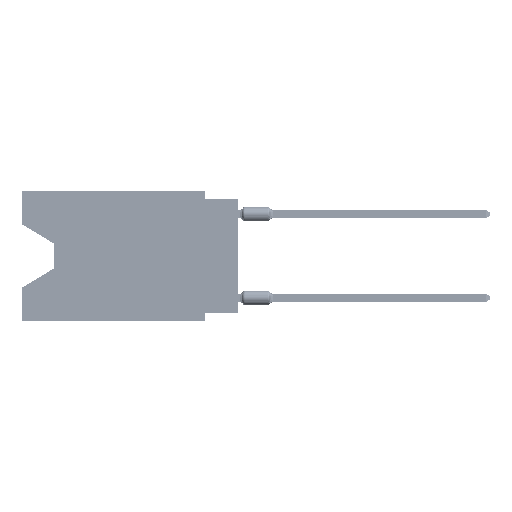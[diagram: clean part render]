
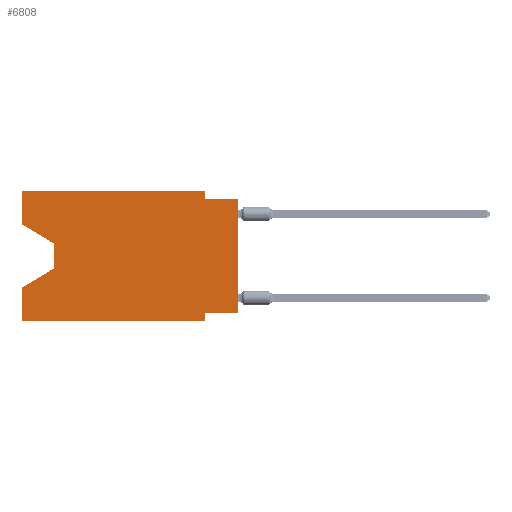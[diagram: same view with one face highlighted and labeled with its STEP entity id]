
A CAD part, left-side view. The second image highlights one B-rep face of the part: STEP entity #6808.
In plain terms, the highlighted planar face has unit normal (-1, 0, 0).
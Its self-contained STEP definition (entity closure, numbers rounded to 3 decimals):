
#1912 = ORIENTED_EDGE ( 'NONE', *, *, #25228, .T. ) ;
#3323 = VECTOR ( 'NONE', #35885, 1000. ) ;
#4232 = ORIENTED_EDGE ( 'NONE', *, *, #28651, .T. ) ;
#4962 = LINE ( 'NONE', #57691, #52116 ) ;
#6808 = ADVANCED_FACE ( 'NONE', ( #13580 ), #20109, .F. ) ;
#7128 = VECTOR ( 'NONE', #74896, 1000. ) ;
#7216 = DIRECTION ( 'NONE',  ( 0., 1., 0. ) ) ;
#8085 = VERTEX_POINT ( 'NONE', #62998 ) ;
#8726 = LINE ( 'NONE', #49548, #47273 ) ;
#9189 = LINE ( 'NONE', #62673, #64695 ) ;
#9338 = EDGE_LOOP ( 'NONE', ( #47905, #74526, #40633, #11639, #1912, #27227, #39065, #4232, #32865, #38614, #75385, #49533 ) ) ;
#9356 = VECTOR ( 'NONE', #45089, 1000. ) ;
#9676 = CARTESIAN_POINT ( 'NONE',  ( 0., 0., -0.635 ) ) ;
#9799 = VERTEX_POINT ( 'NONE', #74827 ) ;
#10766 = CARTESIAN_POINT ( 'NONE',  ( 0., 2.54, -0.635 ) ) ;
#11639 = ORIENTED_EDGE ( 'NONE', *, *, #25777, .F. ) ;
#12806 = LINE ( 'NONE', #36648, #3323 ) ;
#13580 = FACE_OUTER_BOUND ( 'NONE', #9338, .T. ) ;
#15748 = DIRECTION ( 'NONE',  ( 0., 0., 1. ) ) ;
#16837 = VERTEX_POINT ( 'NONE', #18027 ) ;
#16962 = CARTESIAN_POINT ( 'NONE',  ( 0., 16.383, 0. ) ) ;
#17947 = LINE ( 'NONE', #36381, #61787 ) ;
#18008 = CARTESIAN_POINT ( 'NONE',  ( 0., 16.383, -7.36 ) ) ;
#18027 = CARTESIAN_POINT ( 'NONE',  ( 0., 2.54, -9.906 ) ) ;
#19077 = DIRECTION ( 'NONE',  ( 0., 0.855, -0.519 ) ) ;
#20109 = PLANE ( 'NONE',  #22430 ) ;
#20719 = VERTEX_POINT ( 'NONE', #69673 ) ;
#20799 = VERTEX_POINT ( 'NONE', #52373 ) ;
#22430 = AXIS2_PLACEMENT_3D ( 'NONE', #44353, #32778, #48630 ) ;
#22713 = VECTOR ( 'NONE', #30533, 1000. ) ;
#23615 = EDGE_CURVE ( 'NONE', #45669, #65550, #32732, .T. ) ;
#23722 = VERTEX_POINT ( 'NONE', #18008 ) ;
#25228 = EDGE_CURVE ( 'NONE', #9799, #16837, #9189, .T. ) ;
#25777 = EDGE_CURVE ( 'NONE', #9799, #23722, #12806, .T. ) ;
#26695 = VECTOR ( 'NONE', #75910, 1000. ) ;
#27227 = ORIENTED_EDGE ( 'NONE', *, *, #30438, .F. ) ;
#27234 = DIRECTION ( 'NONE',  ( 0., -0.855, -0.519 ) ) ;
#28335 = LINE ( 'NONE', #63738, #64369 ) ;
#28651 = EDGE_CURVE ( 'NONE', #59571, #59236, #28335, .T. ) ;
#29518 = VERTEX_POINT ( 'NONE', #52013 ) ;
#30438 = EDGE_CURVE ( 'NONE', #8085, #16837, #64804, .T. ) ;
#30533 = DIRECTION ( 'NONE',  ( 0., 0., -1. ) ) ;
#30671 = CARTESIAN_POINT ( 'NONE',  ( 0., 0., -9.271 ) ) ;
#32387 = LINE ( 'NONE', #9676, #9356 ) ;
#32732 = LINE ( 'NONE', #56228, #66996 ) ;
#32778 = DIRECTION ( 'NONE',  ( 1., 0., 0. ) ) ;
#32865 = ORIENTED_EDGE ( 'NONE', *, *, #43397, .F. ) ;
#33797 = EDGE_CURVE ( 'NONE', #29518, #20719, #38774, .T. ) ;
#35242 = DIRECTION ( 'NONE',  ( 0., 0., 1. ) ) ;
#35885 = DIRECTION ( 'NONE',  ( 0., 0., 1. ) ) ;
#36381 = CARTESIAN_POINT ( 'NONE',  ( 0., 13.97, -5.893 ) ) ;
#36648 = CARTESIAN_POINT ( 'NONE',  ( 0., 16.383, 0. ) ) ;
#37829 = VERTEX_POINT ( 'NONE', #10766 ) ;
#38614 = ORIENTED_EDGE ( 'NONE', *, *, #61528, .F. ) ;
#38774 = LINE ( 'NONE', #61882, #63415 ) ;
#39065 = ORIENTED_EDGE ( 'NONE', *, *, #55663, .F. ) ;
#40633 = ORIENTED_EDGE ( 'NONE', *, *, #53765, .T. ) ;
#43397 = EDGE_CURVE ( 'NONE', #37829, #59236, #32387, .T. ) ;
#44353 = CARTESIAN_POINT ( 'NONE',  ( 0., 16.383, 0. ) ) ;
#45089 = DIRECTION ( 'NONE',  ( 0., -1., 0. ) ) ;
#45669 = VERTEX_POINT ( 'NONE', #16962 ) ;
#45680 = CARTESIAN_POINT ( 'NONE',  ( 0., 13.97, -4.013 ) ) ;
#45932 = LINE ( 'NONE', #63246, #26695 ) ;
#47273 = VECTOR ( 'NONE', #7216, 1000. ) ;
#47905 = ORIENTED_EDGE ( 'NONE', *, *, #33797, .T. ) ;
#48630 = DIRECTION ( 'NONE',  ( 0., 0., -1. ) ) ;
#49533 = ORIENTED_EDGE ( 'NONE', *, *, #54866, .F. ) ;
#49548 = CARTESIAN_POINT ( 'NONE',  ( 0., 0., -9.271 ) ) ;
#52013 = CARTESIAN_POINT ( 'NONE',  ( 0., 16.383, -2.546 ) ) ;
#52116 = VECTOR ( 'NONE', #15748, 1000. ) ;
#52373 = CARTESIAN_POINT ( 'NONE',  ( 0., 13.97, -5.893 ) ) ;
#53765 = EDGE_CURVE ( 'NONE', #20799, #23722, #17947, .T. ) ;
#54866 = EDGE_CURVE ( 'NONE', #29518, #45669, #4962, .T. ) ;
#55377 = CARTESIAN_POINT ( 'NONE',  ( 0., 0., -0.635 ) ) ;
#55663 = EDGE_CURVE ( 'NONE', #59571, #8085, #8726, .T. ) ;
#56228 = CARTESIAN_POINT ( 'NONE',  ( 0., 16.383, 0. ) ) ;
#57691 = CARTESIAN_POINT ( 'NONE',  ( 0., 16.383, 0. ) ) ;
#59236 = VERTEX_POINT ( 'NONE', #55377 ) ;
#59414 = CARTESIAN_POINT ( 'NONE',  ( 0., 2.54, -9.906 ) ) ;
#59571 = VERTEX_POINT ( 'NONE', #30671 ) ;
#61528 = EDGE_CURVE ( 'NONE', #65550, #37829, #45932, .T. ) ;
#61787 = VECTOR ( 'NONE', #19077, 1000. ) ;
#61882 = CARTESIAN_POINT ( 'NONE',  ( 0., 16.383, -2.546 ) ) ;
#62619 = LINE ( 'NONE', #45680, #7128 ) ;
#62673 = CARTESIAN_POINT ( 'NONE',  ( 0., 16.383, -9.906 ) ) ;
#62998 = CARTESIAN_POINT ( 'NONE',  ( 0., 2.54, -9.271 ) ) ;
#63246 = CARTESIAN_POINT ( 'NONE',  ( 0., 2.54, 0. ) ) ;
#63415 = VECTOR ( 'NONE', #27234, 1000. ) ;
#63738 = CARTESIAN_POINT ( 'NONE',  ( 0., 0., 0. ) ) ;
#64369 = VECTOR ( 'NONE', #35242, 1000. ) ;
#64695 = VECTOR ( 'NONE', #74572, 1000. ) ;
#64804 = LINE ( 'NONE', #59414, #22713 ) ;
#65550 = VERTEX_POINT ( 'NONE', #68122 ) ;
#66996 = VECTOR ( 'NONE', #72206, 1000. ) ;
#68122 = CARTESIAN_POINT ( 'NONE',  ( 0., 2.54, 0. ) ) ;
#69673 = CARTESIAN_POINT ( 'NONE',  ( 0., 13.97, -4.013 ) ) ;
#72206 = DIRECTION ( 'NONE',  ( 0., -1., 0. ) ) ;
#74526 = ORIENTED_EDGE ( 'NONE', *, *, #75247, .T. ) ;
#74572 = DIRECTION ( 'NONE',  ( 0., -1., 0. ) ) ;
#74827 = CARTESIAN_POINT ( 'NONE',  ( 0., 16.383, -9.906 ) ) ;
#74896 = DIRECTION ( 'NONE',  ( 0., 0., -1. ) ) ;
#75247 = EDGE_CURVE ( 'NONE', #20719, #20799, #62619, .T. ) ;
#75385 = ORIENTED_EDGE ( 'NONE', *, *, #23615, .F. ) ;
#75910 = DIRECTION ( 'NONE',  ( 0., 0., -1. ) ) ;
